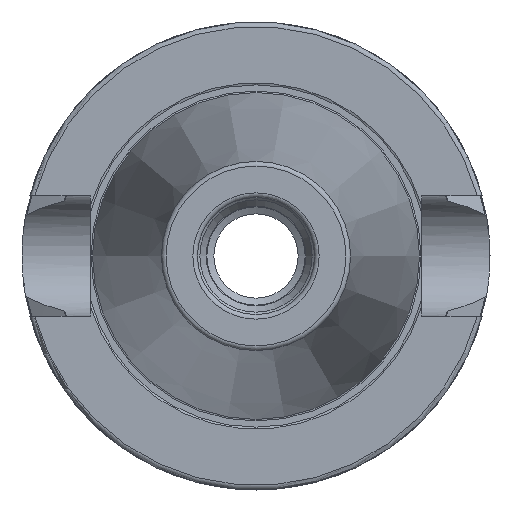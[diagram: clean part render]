
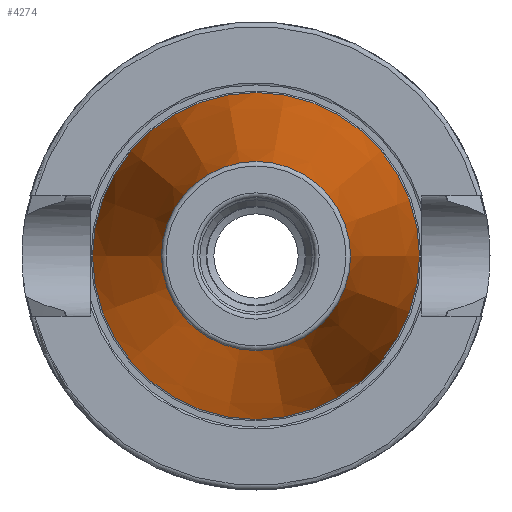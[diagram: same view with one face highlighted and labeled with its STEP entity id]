
A CAD part, left-side view. The second image highlights one B-rep face of the part: STEP entity #4274.
In plain terms, the highlighted conical face has half-angle 8.297 degrees and reference radius 27.564 mm.
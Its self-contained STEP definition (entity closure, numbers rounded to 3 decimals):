
#4240=CARTESIAN_POINT('',(-100.944,20.204,0.0));
#4241=VERTEX_POINT('',#4240);
#4242=CARTESIAN_POINT('',(-100.944,0.0,0.0));
#4243=DIRECTION('',(1.0,0.0,0.0));
#4244=DIRECTION('',(0.0,1.0,0.0));
#4245=AXIS2_PLACEMENT_3D('',#4242,#4243,#4244);
#4246=CIRCLE('',#4245,20.204);
#4247=EDGE_CURVE('',#4241,#4241,#4246,.T.);
#4255=CARTESIAN_POINT('',(-50.472,0.0,0.0));
#4256=DIRECTION('',(1.0,0.0,0.0));
#4257=DIRECTION('',(0.0,1.0,0.0));
#4258=AXIS2_PLACEMENT_3D('',#4255,#4256,#4257);
#4259=CONICAL_SURFACE('',#4258,27.564,8.297);
#4260=CARTESIAN_POINT('',(0.0,34.925,0.0));
#4261=VERTEX_POINT('',#4260);
#4262=CARTESIAN_POINT('',(0.0,0.0,0.0));
#4263=DIRECTION('',(1.0,0.0,0.0));
#4264=DIRECTION('',(0.0,1.0,0.0));
#4265=AXIS2_PLACEMENT_3D('',#4262,#4263,#4264);
#4266=CIRCLE('',#4265,34.925);
#4267=EDGE_CURVE('',#4261,#4261,#4266,.T.);
#4268=ORIENTED_EDGE('',*,*,#4267,.F.);
#4269=EDGE_LOOP('',(#4268));
#4270=FACE_OUTER_BOUND('',#4269,.T.);
#4271=ORIENTED_EDGE('',*,*,#4247,.T.);
#4272=EDGE_LOOP('',(#4271));
#4273=FACE_BOUND('',#4272,.T.);
#4274=ADVANCED_FACE('',(#4270,#4273),#4259,.T.);
